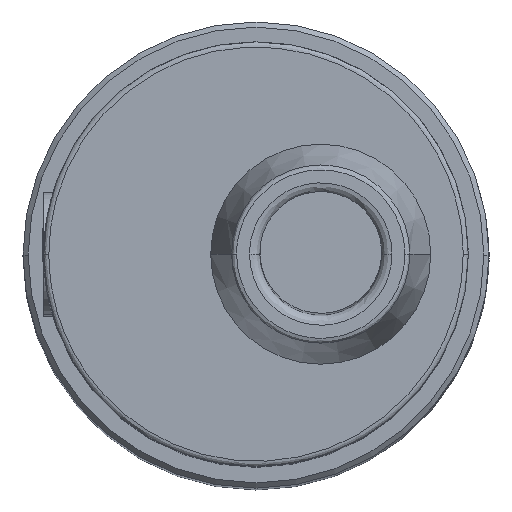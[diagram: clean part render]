
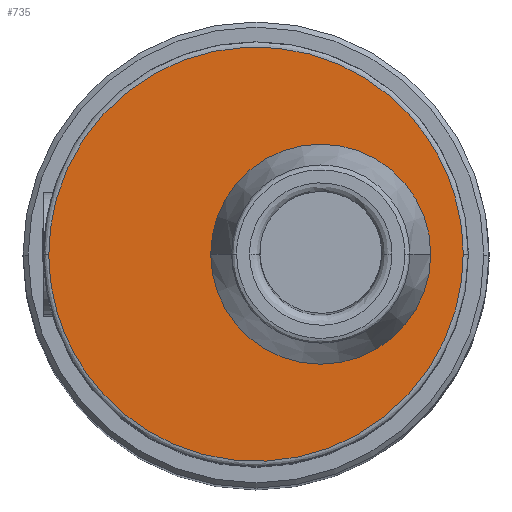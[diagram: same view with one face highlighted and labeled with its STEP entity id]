
A CAD part, top view. The second image highlights one B-rep face of the part: STEP entity #735.
In plain terms, the highlighted planar face has unit normal (0, 0, 1).
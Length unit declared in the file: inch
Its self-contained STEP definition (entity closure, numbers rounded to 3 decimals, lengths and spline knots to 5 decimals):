
#26 = CARTESIAN_POINT ( 'NONE',  ( -0.06547, 0., 2.4252 ) ) ;
#40 = DIRECTION ( 'NONE',  ( 0., 0., -1. ) ) ;
#230 = CARTESIAN_POINT ( 'NONE',  ( 0.31839, 0., 2.4252 ) ) ;
#266 = DIRECTION ( 'NONE',  ( 0., 0., -1. ) ) ;
#267 = ORIENTED_EDGE ( 'NONE', *, *, #3925, .T. ) ;
#348 = CARTESIAN_POINT ( 'NONE',  ( -0.31153, 0., 2.4252 ) ) ;
#383 = DIRECTION ( 'NONE',  ( 1., 0., 0. ) ) ;
#402 = PLANE ( 'NONE',  #2872 ) ;
#663 = CARTESIAN_POINT ( 'NONE',  ( -0.31153, 0., 2.4252 ) ) ;
#735 = ADVANCED_FACE ( 'NONE', ( #3114, #3928 ), #402, .T. ) ;
#851 = EDGE_CURVE ( 'NONE', #4741, #2286, #4184, .T. ) ;
#953 = CIRCLE ( 'NONE', #2159, 0.16732 ) ;
#962 = EDGE_CURVE ( 'NONE', #3938, #2795, #4393, .T. ) ;
#1395 = CARTESIAN_POINT ( 'NONE',  ( -0.31153, 0., 2.4252 ) ) ;
#1501 = EDGE_CURVE ( 'NONE', #2795, #3938, #3228, .T. ) ;
#2159 = AXIS2_PLACEMENT_3D ( 'NONE', #2959, #266, #2587 ) ;
#2286 = VERTEX_POINT ( 'NONE', #3199 ) ;
#2340 = ORIENTED_EDGE ( 'NONE', *, *, #851, .T. ) ;
#2587 = DIRECTION ( 'NONE',  ( -1., 0., 0. ) ) ;
#2612 = ORIENTED_EDGE ( 'NONE', *, *, #962, .F. ) ;
#2654 = CARTESIAN_POINT ( 'NONE',  ( -0.31153, 0.62992, 2.4252 ) ) ;
#2770 = DIRECTION ( 'NONE',  ( -1., 0., 0. ) ) ;
#2795 = VERTEX_POINT ( 'NONE', #4587 ) ;
#2872 = AXIS2_PLACEMENT_3D ( 'NONE', #3147, #4668, #383 ) ;
#2911 = CARTESIAN_POINT ( 'NONE',  ( -0.31153, -0.62992, 2.4252 ) ) ;
#2959 = CARTESIAN_POINT ( 'NONE',  ( 0.10186, 0., 2.4252 ) ) ;
#3114 = FACE_OUTER_BOUND ( 'NONE', #4307, .T. ) ;
#3127 = EDGE_LOOP ( 'NONE', ( #2340, #267 ) ) ;
#3147 = CARTESIAN_POINT ( 'NONE',  ( -0.3194, 0., 2.4252 ) ) ;
#3199 = CARTESIAN_POINT ( 'NONE',  ( 0.26918, 0., 2.4252 ) ) ;
#3228 =( BOUNDED_CURVE ( )  B_SPLINE_CURVE ( 3, ( #230, #4536, #2911, #1395 ),
 .UNSPECIFIED., .F., .T. ) 
 B_SPLINE_CURVE_WITH_KNOTS ( ( 4, 4 ),
 ( 0., 0.5 ),
 .UNSPECIFIED. ) 
 CURVE ( )  GEOMETRIC_REPRESENTATION_ITEM ( )  RATIONAL_B_SPLINE_CURVE ( ( 1., 0.333, 0.333, 1. ) ) 
 REPRESENTATION_ITEM ( '' )  );
#3369 = ORIENTED_EDGE ( 'NONE', *, *, #1501, .F. ) ;
#3392 = CARTESIAN_POINT ( 'NONE',  ( 0.31839, 0.62992, 2.4252 ) ) ;
#3484 = CARTESIAN_POINT ( 'NONE',  ( 0.31839, 0., 2.4252 ) ) ;
#3600 = CARTESIAN_POINT ( 'NONE',  ( 0.10186, 0., 2.4252 ) ) ;
#3925 = EDGE_CURVE ( 'NONE', #2286, #4741, #953, .T. ) ;
#3928 = FACE_BOUND ( 'NONE', #3127, .T. ) ;
#3938 = VERTEX_POINT ( 'NONE', #663 ) ;
#4184 = CIRCLE ( 'NONE', #4333, 0.16732 ) ;
#4307 = EDGE_LOOP ( 'NONE', ( #3369, #2612 ) ) ;
#4333 = AXIS2_PLACEMENT_3D ( 'NONE', #3600, #40, #2770 ) ;
#4393 =( BOUNDED_CURVE ( )  B_SPLINE_CURVE ( 3, ( #348, #2654, #3392, #3484 ),
 .UNSPECIFIED., .F., .F. ) 
 B_SPLINE_CURVE_WITH_KNOTS ( ( 4, 4 ),
 ( 0.5, 1. ),
 .UNSPECIFIED. ) 
 CURVE ( )  GEOMETRIC_REPRESENTATION_ITEM ( )  RATIONAL_B_SPLINE_CURVE ( ( 1., 0.333, 0.333, 1. ) ) 
 REPRESENTATION_ITEM ( '' )  );
#4536 = CARTESIAN_POINT ( 'NONE',  ( 0.31839, -0.62992, 2.4252 ) ) ;
#4587 = CARTESIAN_POINT ( 'NONE',  ( 0.31839, 0., 2.4252 ) ) ;
#4668 = DIRECTION ( 'NONE',  ( 0., 0., 1. ) ) ;
#4741 = VERTEX_POINT ( 'NONE', #26 ) ;
